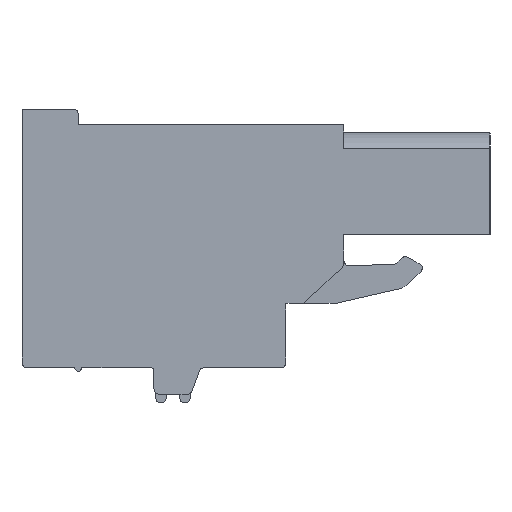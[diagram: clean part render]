
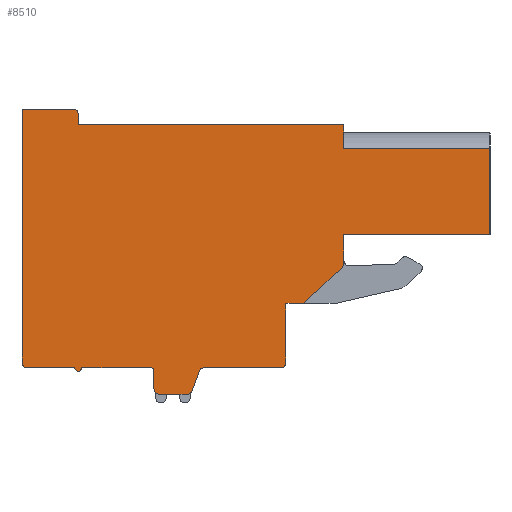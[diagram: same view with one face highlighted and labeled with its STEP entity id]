
A CAD part, left-side view. The second image highlights one B-rep face of the part: STEP entity #8510.
In plain terms, the highlighted planar face has unit normal (-1, 0, 0).
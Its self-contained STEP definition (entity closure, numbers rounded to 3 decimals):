
#1=DIRECTION('',(0.,1.,0.));
#2=VECTOR('',#1,8.3);
#3=CARTESIAN_POINT('',(0.,-13.96,5.635));
#4=LINE('',#3,#2);
#5=DIRECTION('',(0.,1.,0.));
#6=VECTOR('',#5,8.3);
#7=CARTESIAN_POINT('',(0.,-13.96,0.73));
#8=LINE('',#7,#6);
#9=DIRECTION('',(0.,0.,-1.));
#10=VECTOR('',#9,1.64);
#11=CARTESIAN_POINT('',(0.,-5.66,0.73));
#12=LINE('',#11,#10);
#13=CARTESIAN_POINT('',(0.,-5.36,-0.91));
#14=DIRECTION('',(1.,0.,0.));
#15=DIRECTION('',(0.,-1.,0.));
#16=AXIS2_PLACEMENT_3D('',#13,#14,#15);
#18=DIRECTION('',(0.,0.731,-0.683));
#19=VECTOR('',#18,3.018);
#20=CARTESIAN_POINT('',(0.,-5.565,-1.129));
#21=LINE('',#20,#19);
#22=DIRECTION('',(0.,1.,0.));
#23=VECTOR('',#22,1.);
#24=CARTESIAN_POINT('',(0.,-3.36,-3.19));
#25=LINE('',#24,#23);
#26=DIRECTION('',(0.,0.,-1.));
#27=VECTOR('',#26,0.5);
#28=CARTESIAN_POINT('',(0.,-2.36,-3.19));
#29=LINE('',#28,#27);
#30=DIRECTION('',(0.,0.,-1.));
#31=VECTOR('',#30,2.35);
#32=CARTESIAN_POINT('',(0.,-2.36,-3.69));
#33=LINE('',#32,#31);
#34=DIRECTION('',(0.,0.,-1.));
#35=VECTOR('',#34,0.5);
#36=CARTESIAN_POINT('',(0.,-2.36,-6.04));
#37=LINE('',#36,#35);
#38=CARTESIAN_POINT('',(0.,-2.06,-6.54));
#39=DIRECTION('',(1.,0.,0.));
#40=DIRECTION('',(0.,-1.,0.));
#41=AXIS2_PLACEMENT_3D('',#38,#39,#40);
#43=DIRECTION('',(0.,1.,0.));
#44=VECTOR('',#43,4.34);
#45=CARTESIAN_POINT('',(0.,-2.06,-6.84));
#46=LINE('',#45,#44);
#47=CARTESIAN_POINT('',(0.,2.28,-7.14));
#48=DIRECTION('',(-1.,0.,0.));
#49=DIRECTION('',(0.,0.,1.));
#50=AXIS2_PLACEMENT_3D('',#47,#48,#49);
#52=DIRECTION('',(0.,0.345,-0.939));
#53=VECTOR('',#52,1.179);
#54=CARTESIAN_POINT('',(0.,2.562,-7.037));
#55=LINE('',#54,#53);
#56=CARTESIAN_POINT('',(0.,3.25,-8.04));
#57=DIRECTION('',(1.,0.,0.));
#58=DIRECTION('',(0.,-0.939,-0.345));
#59=AXIS2_PLACEMENT_3D('',#56,#57,#58);
#61=DIRECTION('',(0.,1.,0.));
#62=VECTOR('',#61,1.59);
#63=CARTESIAN_POINT('',(0.,3.25,-8.34));
#64=LINE('',#63,#62);
#65=CARTESIAN_POINT('',(0.,4.84,-8.04));
#66=DIRECTION('',(1.,0.,0.));
#67=DIRECTION('',(0.,0.,-1.));
#68=AXIS2_PLACEMENT_3D('',#65,#66,#67);
#70=DIRECTION('',(0.,0.,1.));
#71=VECTOR('',#70,1.);
#72=CARTESIAN_POINT('',(0.,5.14,-8.04));
#73=LINE('',#72,#71);
#74=CARTESIAN_POINT('',(0.,5.34,-7.04));
#75=DIRECTION('',(-1.,0.,0.));
#76=DIRECTION('',(0.,-1.,0.));
#77=AXIS2_PLACEMENT_3D('',#74,#75,#76);
#79=DIRECTION('',(0.,1.,0.));
#80=VECTOR('',#79,3.9);
#81=CARTESIAN_POINT('',(0.,5.34,-6.84));
#82=LINE('',#81,#80);
#83=CARTESIAN_POINT('',(0.,9.44,-6.84));
#84=DIRECTION('',(1.,0.,0.));
#85=DIRECTION('',(0.,-1.,0.));
#86=AXIS2_PLACEMENT_3D('',#83,#84,#85);
#88=DIRECTION('',(0.,1.,0.));
#89=VECTOR('',#88,2.7);
#90=CARTESIAN_POINT('',(0.,9.64,-6.84));
#91=LINE('',#90,#89);
#92=CARTESIAN_POINT('',(0.,12.34,-6.54));
#93=DIRECTION('',(1.,0.,0.));
#94=DIRECTION('',(0.,0.,-1.));
#95=AXIS2_PLACEMENT_3D('',#92,#93,#94);
#97=DIRECTION('',(0.,0.,1.));
#98=VECTOR('',#97,0.5);
#99=CARTESIAN_POINT('',(0.,12.64,-6.54));
#100=LINE('',#99,#98);
#101=DIRECTION('',(0.,0.,1.));
#102=VECTOR('',#101,13.9);
#103=CARTESIAN_POINT('',(0.,12.64,-6.04));
#104=LINE('',#103,#102);
#105=DIRECTION('',(0.,-1.,0.));
#106=VECTOR('',#105,2.9);
#107=CARTESIAN_POINT('',(0.,12.64,7.86));
#108=LINE('',#107,#106);
#109=CARTESIAN_POINT('',(0.,9.74,7.56));
#110=DIRECTION('',(1.,0.,0.));
#111=DIRECTION('',(0.,0.,1.));
#112=AXIS2_PLACEMENT_3D('',#109,#110,#111);
#114=DIRECTION('',(0.,0.,-1.));
#115=VECTOR('',#114,0.6);
#116=CARTESIAN_POINT('',(0.,9.44,7.56));
#117=LINE('',#116,#115);
#118=DIRECTION('',(0.,-1.,0.));
#119=VECTOR('',#118,15.1);
#120=CARTESIAN_POINT('',(0.,9.44,6.96));
#121=LINE('',#120,#119);
#220=DIRECTION('',(0.,0.,1.));
#221=VECTOR('',#220,1.325);
#222=CARTESIAN_POINT('',(0.,-5.66,5.635));
#223=LINE('',#222,#221);
#577=DIRECTION('',(0.,0.,1.));
#578=VECTOR('',#577,4.905);
#579=CARTESIAN_POINT('',(0.,-13.96,0.73));
#580=LINE('',#579,#578);
#6427=CARTESIAN_POINT('',(0.,12.34,-6.84));
#6428=CARTESIAN_POINT('',(0.,12.64,-6.54));
#6429=VERTEX_POINT('',#6427);
#6430=VERTEX_POINT('',#6428);
#6431=CARTESIAN_POINT('',(0.,12.64,-6.04));
#6432=VERTEX_POINT('',#6431);
#6433=CARTESIAN_POINT('',(0.,12.64,7.86));
#6434=VERTEX_POINT('',#6433);
#6435=CARTESIAN_POINT('',(0.,9.74,7.86));
#6436=VERTEX_POINT('',#6435);
#6437=CARTESIAN_POINT('',(0.,9.44,7.56));
#6438=VERTEX_POINT('',#6437);
#6439=CARTESIAN_POINT('',(0.,9.44,6.96));
#6440=VERTEX_POINT('',#6439);
#6441=CARTESIAN_POINT('',(0.,-5.66,6.96));
#6442=VERTEX_POINT('',#6441);
#6443=CARTESIAN_POINT('',(0.,-13.96,0.73));
#6444=CARTESIAN_POINT('',(0.,-5.66,0.73));
#6445=VERTEX_POINT('',#6443);
#6446=VERTEX_POINT('',#6444);
#6447=CARTESIAN_POINT('',(0.,-5.66,-0.91));
#6448=VERTEX_POINT('',#6447);
#6449=CARTESIAN_POINT('',(0.,-5.565,-1.129));
#6450=VERTEX_POINT('',#6449);
#6451=CARTESIAN_POINT('',(0.,-3.36,-3.19));
#6452=VERTEX_POINT('',#6451);
#6453=CARTESIAN_POINT('',(0.,-2.36,-3.19));
#6454=VERTEX_POINT('',#6453);
#6455=CARTESIAN_POINT('',(0.,-2.36,-3.69));
#6456=VERTEX_POINT('',#6455);
#6457=CARTESIAN_POINT('',(0.,-2.36,-6.04));
#6458=VERTEX_POINT('',#6457);
#6459=CARTESIAN_POINT('',(0.,-2.36,-6.54));
#6460=VERTEX_POINT('',#6459);
#6461=CARTESIAN_POINT('',(0.,-2.06,-6.84));
#6462=VERTEX_POINT('',#6461);
#6463=CARTESIAN_POINT('',(0.,2.28,-6.84));
#6464=VERTEX_POINT('',#6463);
#6465=CARTESIAN_POINT('',(0.,2.562,-7.037));
#6466=VERTEX_POINT('',#6465);
#6467=CARTESIAN_POINT('',(0.,2.968,-8.143));
#6468=VERTEX_POINT('',#6467);
#6469=CARTESIAN_POINT('',(0.,3.25,-8.34));
#6470=VERTEX_POINT('',#6469);
#6471=CARTESIAN_POINT('',(0.,4.84,-8.34));
#6472=VERTEX_POINT('',#6471);
#6473=CARTESIAN_POINT('',(0.,5.14,-8.04));
#6474=VERTEX_POINT('',#6473);
#6475=CARTESIAN_POINT('',(0.,5.14,-7.04));
#6476=VERTEX_POINT('',#6475);
#6477=CARTESIAN_POINT('',(0.,5.34,-6.84));
#6478=VERTEX_POINT('',#6477);
#6479=CARTESIAN_POINT('',(0.,9.24,-6.84));
#6480=VERTEX_POINT('',#6479);
#6481=CARTESIAN_POINT('',(0.,9.64,-6.84));
#6482=VERTEX_POINT('',#6481);
#6787=CARTESIAN_POINT('',(0.,-13.96,5.635));
#6788=CARTESIAN_POINT('',(0.,-5.66,5.635));
#6789=VERTEX_POINT('',#6787);
#6790=VERTEX_POINT('',#6788);
#8443=CARTESIAN_POINT('',(0.,0.,0.));
#8444=DIRECTION('',(1.,0.,0.));
#8445=DIRECTION('',(0.,-1.,0.));
#8446=AXIS2_PLACEMENT_3D('',#8443,#8444,#8445);
#8447=PLANE('',#8446);
#8449=ORIENTED_EDGE('',*,*,#8448,.F.);
#8451=ORIENTED_EDGE('',*,*,#8450,.F.);
#8453=ORIENTED_EDGE('',*,*,#8452,.T.);
#8455=ORIENTED_EDGE('',*,*,#8454,.T.);
#8457=ORIENTED_EDGE('',*,*,#8456,.T.);
#8459=ORIENTED_EDGE('',*,*,#8458,.T.);
#8461=ORIENTED_EDGE('',*,*,#8460,.T.);
#8463=ORIENTED_EDGE('',*,*,#8462,.T.);
#8465=ORIENTED_EDGE('',*,*,#8464,.T.);
#8467=ORIENTED_EDGE('',*,*,#8466,.T.);
#8469=ORIENTED_EDGE('',*,*,#8468,.T.);
#8471=ORIENTED_EDGE('',*,*,#8470,.T.);
#8473=ORIENTED_EDGE('',*,*,#8472,.T.);
#8475=ORIENTED_EDGE('',*,*,#8474,.T.);
#8477=ORIENTED_EDGE('',*,*,#8476,.T.);
#8479=ORIENTED_EDGE('',*,*,#8478,.T.);
#8481=ORIENTED_EDGE('',*,*,#8480,.T.);
#8483=ORIENTED_EDGE('',*,*,#8482,.T.);
#8485=ORIENTED_EDGE('',*,*,#8484,.T.);
#8487=ORIENTED_EDGE('',*,*,#8486,.T.);
#8489=ORIENTED_EDGE('',*,*,#8488,.T.);
#8491=ORIENTED_EDGE('',*,*,#8490,.T.);
#8493=ORIENTED_EDGE('',*,*,#8492,.T.);
#8495=ORIENTED_EDGE('',*,*,#8494,.T.);
#8497=ORIENTED_EDGE('',*,*,#8496,.T.);
#8499=ORIENTED_EDGE('',*,*,#8498,.T.);
#8501=ORIENTED_EDGE('',*,*,#8500,.T.);
#8503=ORIENTED_EDGE('',*,*,#8502,.T.);
#8505=ORIENTED_EDGE('',*,*,#8504,.T.);
#8507=ORIENTED_EDGE('',*,*,#8506,.F.);
#8508=EDGE_LOOP('',(#8449,#8451,#8453,#8455,#8457,#8459,#8461,#8463,#8465,#8467,
#8469,#8471,#8473,#8475,#8477,#8479,#8481,#8483,#8485,#8487,#8489,#8491,#8493,
#8495,#8497,#8499,#8501,#8503,#8505,#8507));
#8509=FACE_OUTER_BOUND('',#8508,.F.);
#8510=ADVANCED_FACE('',(#8509),#8447,.F.);
#17=CIRCLE('',#16,0.3);
#42=CIRCLE('',#41,0.3);
#51=CIRCLE('',#50,0.3);
#60=CIRCLE('',#59,0.3);
#69=CIRCLE('',#68,0.3);
#78=CIRCLE('',#77,0.2);
#87=CIRCLE('',#86,0.2);
#96=CIRCLE('',#95,0.3);
#113=CIRCLE('',#112,0.3);
#8448=EDGE_CURVE('',#6789,#6790,#4,.T.);
#8450=EDGE_CURVE('',#6445,#6789,#580,.T.);
#8452=EDGE_CURVE('',#6445,#6446,#8,.T.);
#8454=EDGE_CURVE('',#6446,#6448,#12,.T.);
#8456=EDGE_CURVE('',#6448,#6450,#17,.T.);
#8458=EDGE_CURVE('',#6450,#6452,#21,.T.);
#8460=EDGE_CURVE('',#6452,#6454,#25,.T.);
#8462=EDGE_CURVE('',#6454,#6456,#29,.T.);
#8464=EDGE_CURVE('',#6456,#6458,#33,.T.);
#8466=EDGE_CURVE('',#6458,#6460,#37,.T.);
#8468=EDGE_CURVE('',#6460,#6462,#42,.T.);
#8470=EDGE_CURVE('',#6462,#6464,#46,.T.);
#8472=EDGE_CURVE('',#6464,#6466,#51,.T.);
#8474=EDGE_CURVE('',#6466,#6468,#55,.T.);
#8476=EDGE_CURVE('',#6468,#6470,#60,.T.);
#8478=EDGE_CURVE('',#6470,#6472,#64,.T.);
#8480=EDGE_CURVE('',#6472,#6474,#69,.T.);
#8482=EDGE_CURVE('',#6474,#6476,#73,.T.);
#8484=EDGE_CURVE('',#6476,#6478,#78,.T.);
#8486=EDGE_CURVE('',#6478,#6480,#82,.T.);
#8488=EDGE_CURVE('',#6480,#6482,#87,.T.);
#8490=EDGE_CURVE('',#6482,#6429,#91,.T.);
#8492=EDGE_CURVE('',#6429,#6430,#96,.T.);
#8494=EDGE_CURVE('',#6430,#6432,#100,.T.);
#8496=EDGE_CURVE('',#6432,#6434,#104,.T.);
#8498=EDGE_CURVE('',#6434,#6436,#108,.T.);
#8500=EDGE_CURVE('',#6436,#6438,#113,.T.);
#8502=EDGE_CURVE('',#6438,#6440,#117,.T.);
#8504=EDGE_CURVE('',#6440,#6442,#121,.T.);
#8506=EDGE_CURVE('',#6790,#6442,#223,.T.);
